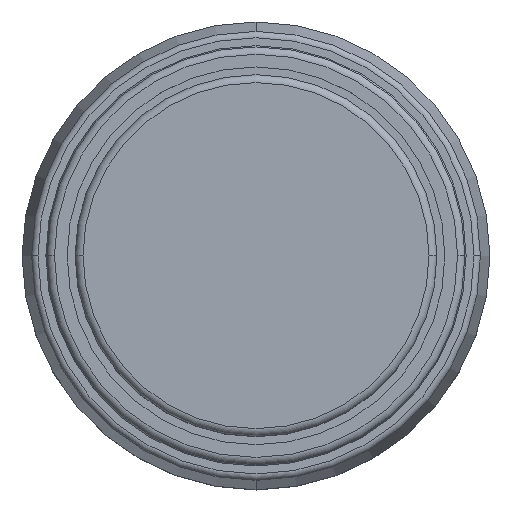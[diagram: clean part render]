
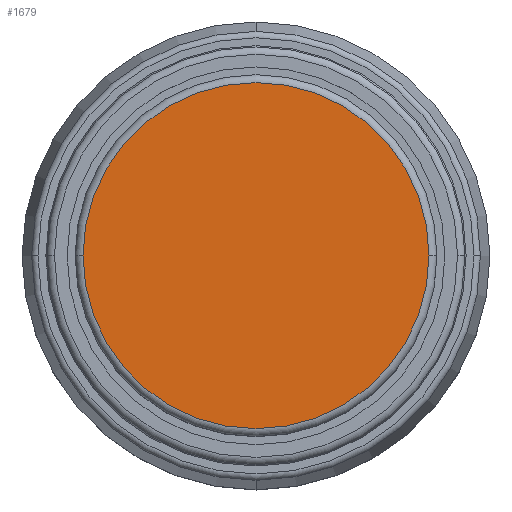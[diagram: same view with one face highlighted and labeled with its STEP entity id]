
A CAD part, top view. The second image highlights one B-rep face of the part: STEP entity #1679.
In plain terms, the highlighted planar face has unit normal (0, 0, 1).
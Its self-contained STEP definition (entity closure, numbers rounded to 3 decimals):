
#1609=CARTESIAN_POINT('',(-10.91,0.0,16.7));
#1610=VERTEX_POINT('',#1609);
#1626=CARTESIAN_POINT('',(10.91,0.,16.7));
#1627=VERTEX_POINT('',#1626);
#1635=CARTESIAN_POINT('',(0.,0.0,16.7));
#1636=DIRECTION('',(0.0,0.0,-1.0));
#1637=DIRECTION('',(-1.0,0.0,0.0));
#1638=AXIS2_PLACEMENT_3D('',#1635,#1636,#1637);
#1639=CIRCLE('',#1638,10.91);
#1640=EDGE_CURVE('',#1627,#1610,#1639,.T.);
#1651=CARTESIAN_POINT('',(0.,0.0,16.7));
#1652=DIRECTION('',(0.0,0.0,-1.0));
#1653=DIRECTION('',(-1.0,0.0,0.0));
#1654=AXIS2_PLACEMENT_3D('',#1651,#1652,#1653);
#1655=CIRCLE('',#1654,10.91);
#1656=EDGE_CURVE('',#1610,#1627,#1655,.T.);
#1670=CARTESIAN_POINT('',(0.,0.0,16.7));
#1671=DIRECTION('',(0.0,0.0,1.0));
#1672=DIRECTION('',(1.0,0.0,0.0));
#1673=AXIS2_PLACEMENT_3D('',#1670,#1671,#1672);
#1674=PLANE('',#1673);
#1675=ORIENTED_EDGE('',*,*,#1640,.F.);
#1676=ORIENTED_EDGE('',*,*,#1656,.F.);
#1677=EDGE_LOOP('',(#1675,#1676));
#1678=FACE_OUTER_BOUND('',#1677,.T.);
#1679=ADVANCED_FACE('',(#1678),#1674,.T.);
